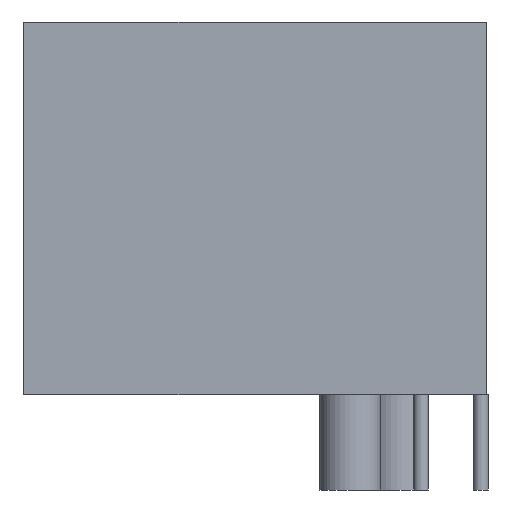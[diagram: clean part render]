
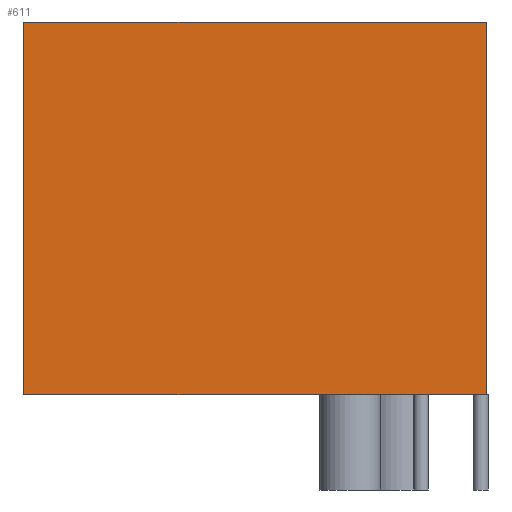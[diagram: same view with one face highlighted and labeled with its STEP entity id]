
A CAD part, left-side view. The second image highlights one B-rep face of the part: STEP entity #611.
In plain terms, the highlighted planar face has unit normal (-1, 0, 0).
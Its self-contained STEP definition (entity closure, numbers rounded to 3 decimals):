
#348 = EDGE_CURVE('',#349,#351,#353,.T.);
#349 = VERTEX_POINT('',#350);
#350 = CARTESIAN_POINT('',(-139.5,19.7,0.));
#351 = VERTEX_POINT('',#352);
#352 = CARTESIAN_POINT('',(-139.5,19.7,20.));
#353 = SURFACE_CURVE('',#354,(#358,#370),.PCURVE_S1.);
#354 = LINE('',#355,#356);
#355 = CARTESIAN_POINT('',(-139.5,19.7,0.));
#356 = VECTOR('',#357,1.);
#357 = DIRECTION('',(0.,0.,1.));
#358 = PCURVE('',#359,#364);
#359 = PLANE('',#360);
#360 = AXIS2_PLACEMENT_3D('',#361,#362,#363);
#361 = CARTESIAN_POINT('',(-139.5,19.7,0.));
#362 = DIRECTION('',(0.,1.,0.));
#363 = DIRECTION('',(1.,0.,0.));
#364 = DEFINITIONAL_REPRESENTATION('',(#365),#369);
#365 = LINE('',#366,#367);
#366 = CARTESIAN_POINT('',(0.,0.));
#367 = VECTOR('',#368,1.);
#368 = DIRECTION('',(0.,-1.));
#369 = ( GEOMETRIC_REPRESENTATION_CONTEXT(2) 
PARAMETRIC_REPRESENTATION_CONTEXT() REPRESENTATION_CONTEXT('2D SPACE',''
  ) );
#370 = PCURVE('',#371,#376);
#371 = PLANE('',#372);
#372 = AXIS2_PLACEMENT_3D('',#373,#374,#375);
#373 = CARTESIAN_POINT('',(-139.5,-5.1,0.));
#374 = DIRECTION('',(-1.,0.,0.));
#375 = DIRECTION('',(0.,1.,0.));
#376 = DEFINITIONAL_REPRESENTATION('',(#377),#381);
#377 = LINE('',#378,#379);
#378 = CARTESIAN_POINT('',(24.8,0.));
#379 = VECTOR('',#380,1.);
#380 = DIRECTION('',(0.,-1.));
#381 = ( GEOMETRIC_REPRESENTATION_CONTEXT(2) 
PARAMETRIC_REPRESENTATION_CONTEXT() REPRESENTATION_CONTEXT('2D SPACE',''
  ) );
#399 = PLANE('',#400);
#400 = AXIS2_PLACEMENT_3D('',#401,#402,#403);
#401 = CARTESIAN_POINT('',(-64.5,7.3,20.));
#402 = DIRECTION('',(-0.,-0.,-1.));
#403 = DIRECTION('',(-1.,0.,0.));
#453 = PLANE('',#454);
#454 = AXIS2_PLACEMENT_3D('',#455,#456,#457);
#455 = CARTESIAN_POINT('',(-64.5,7.3,0.));
#456 = DIRECTION('',(-0.,-0.,-1.));
#457 = DIRECTION('',(-1.,0.,0.));
#508 = PLANE('',#509);
#509 = AXIS2_PLACEMENT_3D('',#510,#511,#512);
#510 = CARTESIAN_POINT('',(10.5,-5.1,0.));
#511 = DIRECTION('',(0.,-1.,0.));
#512 = DIRECTION('',(-1.,0.,0.));
#546 = VERTEX_POINT('',#547);
#547 = CARTESIAN_POINT('',(-139.5,-5.1,20.));
#568 = EDGE_CURVE('',#569,#546,#571,.T.);
#569 = VERTEX_POINT('',#570);
#570 = CARTESIAN_POINT('',(-139.5,-5.1,0.));
#571 = SURFACE_CURVE('',#572,(#576,#583),.PCURVE_S1.);
#572 = LINE('',#573,#574);
#573 = CARTESIAN_POINT('',(-139.5,-5.1,0.));
#574 = VECTOR('',#575,1.);
#575 = DIRECTION('',(0.,0.,1.));
#576 = PCURVE('',#508,#577);
#577 = DEFINITIONAL_REPRESENTATION('',(#578),#582);
#578 = LINE('',#579,#580);
#579 = CARTESIAN_POINT('',(150.,0.));
#580 = VECTOR('',#581,1.);
#581 = DIRECTION('',(0.,-1.));
#582 = ( GEOMETRIC_REPRESENTATION_CONTEXT(2) 
PARAMETRIC_REPRESENTATION_CONTEXT() REPRESENTATION_CONTEXT('2D SPACE',''
  ) );
#583 = PCURVE('',#371,#584);
#584 = DEFINITIONAL_REPRESENTATION('',(#585),#589);
#585 = LINE('',#586,#587);
#586 = CARTESIAN_POINT('',(0.,0.));
#587 = VECTOR('',#588,1.);
#588 = DIRECTION('',(0.,-1.));
#589 = ( GEOMETRIC_REPRESENTATION_CONTEXT(2) 
PARAMETRIC_REPRESENTATION_CONTEXT() REPRESENTATION_CONTEXT('2D SPACE',''
  ) );
#611 = ADVANCED_FACE('',(#612),#371,.T.);
#612 = FACE_BOUND('',#613,.T.);
#613 = EDGE_LOOP('',(#614,#615,#636,#637));
#614 = ORIENTED_EDGE('',*,*,#568,.T.);
#615 = ORIENTED_EDGE('',*,*,#616,.T.);
#616 = EDGE_CURVE('',#546,#351,#617,.T.);
#617 = SURFACE_CURVE('',#618,(#622,#629),.PCURVE_S1.);
#618 = LINE('',#619,#620);
#619 = CARTESIAN_POINT('',(-139.5,-5.1,20.));
#620 = VECTOR('',#621,1.);
#621 = DIRECTION('',(0.,1.,0.));
#622 = PCURVE('',#371,#623);
#623 = DEFINITIONAL_REPRESENTATION('',(#624),#628);
#624 = LINE('',#625,#626);
#625 = CARTESIAN_POINT('',(0.,-20.));
#626 = VECTOR('',#627,1.);
#627 = DIRECTION('',(1.,0.));
#628 = ( GEOMETRIC_REPRESENTATION_CONTEXT(2) 
PARAMETRIC_REPRESENTATION_CONTEXT() REPRESENTATION_CONTEXT('2D SPACE',''
  ) );
#629 = PCURVE('',#399,#630);
#630 = DEFINITIONAL_REPRESENTATION('',(#631),#635);
#631 = LINE('',#632,#633);
#632 = CARTESIAN_POINT('',(75.,-12.4));
#633 = VECTOR('',#634,1.);
#634 = DIRECTION('',(0.,1.));
#635 = ( GEOMETRIC_REPRESENTATION_CONTEXT(2) 
PARAMETRIC_REPRESENTATION_CONTEXT() REPRESENTATION_CONTEXT('2D SPACE',''
  ) );
#636 = ORIENTED_EDGE('',*,*,#348,.F.);
#637 = ORIENTED_EDGE('',*,*,#638,.F.);
#638 = EDGE_CURVE('',#569,#349,#639,.T.);
#639 = SURFACE_CURVE('',#640,(#644,#651),.PCURVE_S1.);
#640 = LINE('',#641,#642);
#641 = CARTESIAN_POINT('',(-139.5,-5.1,0.));
#642 = VECTOR('',#643,1.);
#643 = DIRECTION('',(0.,1.,0.));
#644 = PCURVE('',#371,#645);
#645 = DEFINITIONAL_REPRESENTATION('',(#646),#650);
#646 = LINE('',#647,#648);
#647 = CARTESIAN_POINT('',(0.,0.));
#648 = VECTOR('',#649,1.);
#649 = DIRECTION('',(1.,0.));
#650 = ( GEOMETRIC_REPRESENTATION_CONTEXT(2) 
PARAMETRIC_REPRESENTATION_CONTEXT() REPRESENTATION_CONTEXT('2D SPACE',''
  ) );
#651 = PCURVE('',#453,#652);
#652 = DEFINITIONAL_REPRESENTATION('',(#653),#657);
#653 = LINE('',#654,#655);
#654 = CARTESIAN_POINT('',(75.,-12.4));
#655 = VECTOR('',#656,1.);
#656 = DIRECTION('',(0.,1.));
#657 = ( GEOMETRIC_REPRESENTATION_CONTEXT(2) 
PARAMETRIC_REPRESENTATION_CONTEXT() REPRESENTATION_CONTEXT('2D SPACE',''
  ) );
